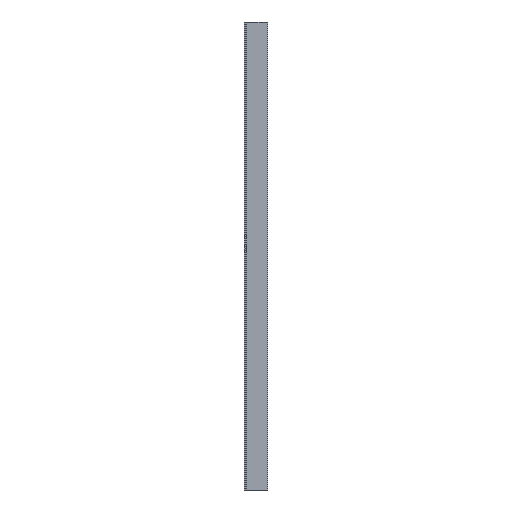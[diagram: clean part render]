
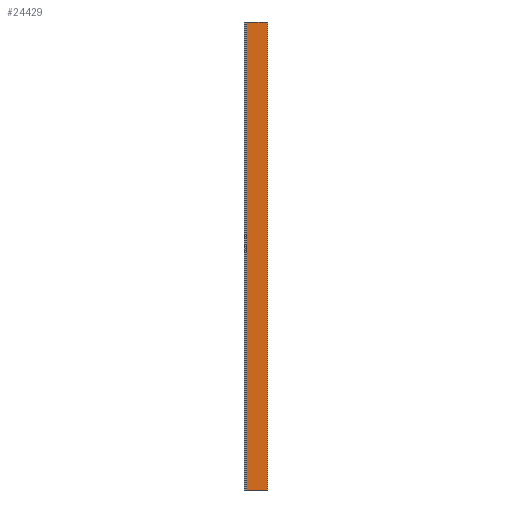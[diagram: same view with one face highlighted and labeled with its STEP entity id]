
A CAD part, left-side view. The second image highlights one B-rep face of the part: STEP entity #24429.
In plain terms, the highlighted planar face has unit normal (-1, 0, 0).
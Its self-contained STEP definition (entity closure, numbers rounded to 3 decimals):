
#225 = CARTESIAN_POINT ( 'NONE',  ( -50., 0., 1000. ) ) ;
#555 = CARTESIAN_POINT ( 'NONE',  ( -50., 0., 1000. ) ) ;
#596 = LINE ( 'NONE', #225, #13449 ) ;
#1117 = FACE_OUTER_BOUND ( 'NONE', #5531, .T. ) ;
#1429 = VECTOR ( 'NONE', #4021, 1000. ) ;
#3068 = LINE ( 'NONE', #31580, #10078 ) ;
#3435 = DIRECTION ( 'NONE',  ( 0., -1., 0. ) ) ;
#4021 = DIRECTION ( 'NONE',  ( 0., 0., 1. ) ) ;
#4850 = CARTESIAN_POINT ( 'NONE',  ( -50., 90.293, -1000. ) ) ;
#5531 = EDGE_LOOP ( 'NONE', ( #28467, #33061, #32541, #15899 ) ) ;
#5775 = AXIS2_PLACEMENT_3D ( 'NONE', #555, #6731, #32817 ) ;
#6378 = EDGE_CURVE ( 'NONE', #9871, #31417, #3068, .T. ) ;
#6731 = DIRECTION ( 'NONE',  ( 1., 0., 0. ) ) ;
#9871 = VERTEX_POINT ( 'NONE', #4850 ) ;
#10078 = VECTOR ( 'NONE', #3435, 1000. ) ;
#10295 = CARTESIAN_POINT ( 'NONE',  ( -50., 90.293, 1000. ) ) ;
#12537 = DIRECTION ( 'NONE',  ( 0., 0., -1. ) ) ;
#12820 = CARTESIAN_POINT ( 'NONE',  ( -50., 1.5, -1000. ) ) ;
#13146 = VECTOR ( 'NONE', #12537, 1000. ) ;
#13251 = EDGE_CURVE ( 'NONE', #29005, #9871, #32226, .T. ) ;
#13449 = VECTOR ( 'NONE', #17669, 1000. ) ;
#15899 = ORIENTED_EDGE ( 'NONE', *, *, #20329, .T. ) ;
#15982 = VERTEX_POINT ( 'NONE', #29827 ) ;
#17669 = DIRECTION ( 'NONE',  ( 0., -1., 0. ) ) ;
#17973 = CARTESIAN_POINT ( 'NONE',  ( -50., 90.293, 1000. ) ) ;
#20329 = EDGE_CURVE ( 'NONE', #31417, #15982, #29723, .T. ) ;
#20522 = EDGE_CURVE ( 'NONE', #29005, #15982, #596, .T. ) ;
#20909 = CARTESIAN_POINT ( 'NONE',  ( -50., 1.5, 1000. ) ) ;
#24429 = ADVANCED_FACE ( 'NONE', ( #1117 ), #34877, .F. ) ;
#28467 = ORIENTED_EDGE ( 'NONE', *, *, #20522, .F. ) ;
#29005 = VERTEX_POINT ( 'NONE', #10295 ) ;
#29723 = LINE ( 'NONE', #20909, #1429 ) ;
#29827 = CARTESIAN_POINT ( 'NONE',  ( -50., 1.5, 1000. ) ) ;
#31417 = VERTEX_POINT ( 'NONE', #12820 ) ;
#31580 = CARTESIAN_POINT ( 'NONE',  ( -50., 0., -1000. ) ) ;
#32226 = LINE ( 'NONE', #17973, #13146 ) ;
#32541 = ORIENTED_EDGE ( 'NONE', *, *, #6378, .T. ) ;
#32817 = DIRECTION ( 'NONE',  ( 0., 0., -1. ) ) ;
#33061 = ORIENTED_EDGE ( 'NONE', *, *, #13251, .T. ) ;
#34877 = PLANE ( 'NONE',  #5775 ) ;
